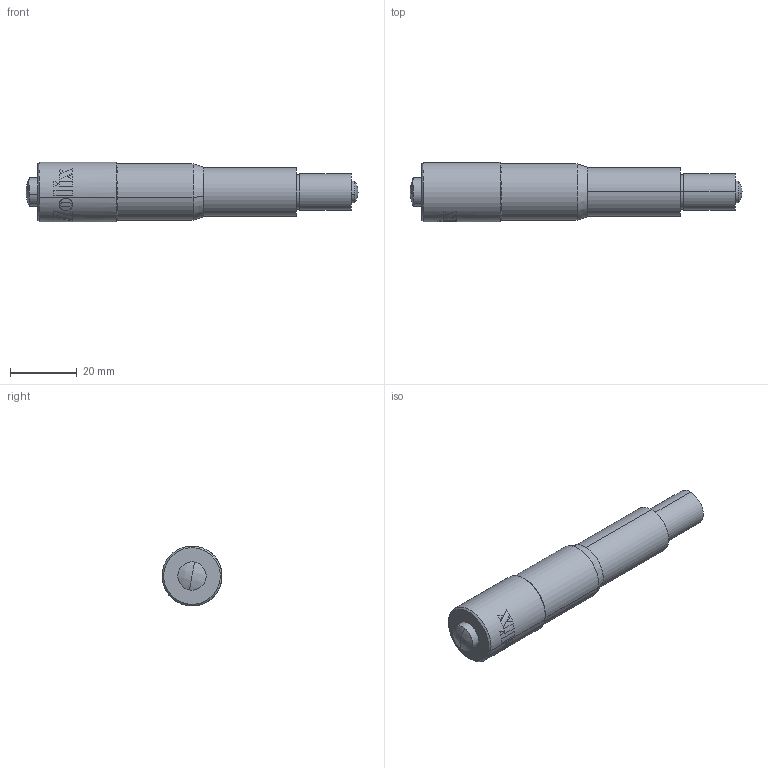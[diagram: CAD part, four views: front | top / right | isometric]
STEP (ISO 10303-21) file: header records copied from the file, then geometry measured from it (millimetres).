
FILE_DESCRIPTION (( 'STEP AP203' ), '1' );
FILE_NAME ('ACSM25-2.STEP', '2019-05-10T02:26:29', ( '' ), ( '' ), 'SwSTEP 2.0', 'SolidWorks 2016', '' );
FILE_SCHEMA (( 'CONFIG_CONTROL_DESIGN' ));
Length unit declared in the file: millimetre
Products named in the file (1): ACSM25-2
Bounding box: 99.6 x 18 x 18 mm (x, y, z)
Volume: 14590.5 mm3; surface area: 9381.6 mm2
Topology: 2 solids, 2 shells, 188 faces, 498 edges, 330 vertices
Faces by surface type: bspline 121, cylinder 30, plane 27, cone 6, sphere 4
Entity records: 6465 total; most frequent: CARTESIAN_POINT 2738, ORIENTED_EDGE 996, EDGE_CURVE 498, B_SPLINE_CURVE_WITH_KNOTS 372, DIRECTION 340, VERTEX_POINT 330, EDGE_LOOP 206, ADVANCED_FACE 188
